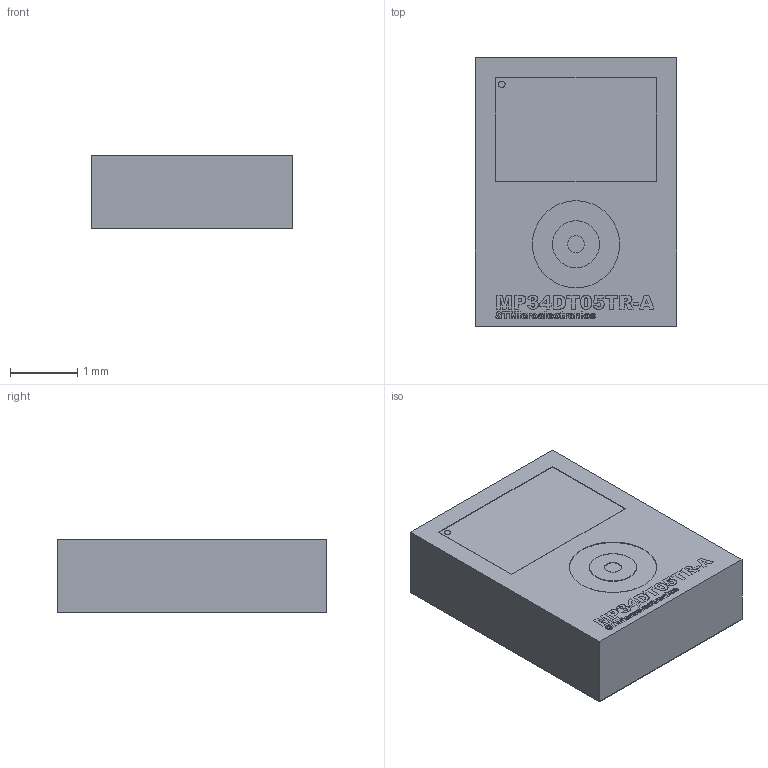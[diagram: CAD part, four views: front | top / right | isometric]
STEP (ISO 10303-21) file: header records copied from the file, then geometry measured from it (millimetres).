
FILE_DESCRIPTION(/* description */ (''),/* implementation_level */ '2;1');
FILE_NAME(/* name */ 'PDM Microphone MEMS.stp',/* time_stamp */ '2019-03-18T22:13:54-04:00',/* author */ ('Julio Mora'),/* organization */ (''),/* preprocessor_version */ 'ST-DEVELOPER v16.13',/* originating_system */ 'Autodesk Inventor 2018',/* authorisation */ '');
FILE_SCHEMA (('AUTOMOTIVE_DESIGN { 1 0 10303 214 3 1 1 }'));
Length unit declared in the file: millimetre
Products named in the file (4): MP34DT05TR-A; body; Pieza127; txt
Assembly tree (3 placements, depth 2):
  MP34DT05TR-A
    body
    Pieza127
    txt
Bounding box: 3 x 4 x 1.1 mm (x, y, z)
Volume: 13.1 mm3; surface area: 55.1 mm2
Topology: 38 solids, 38 shells, 481 faces, 1200 edges, 800 vertices
Faces by surface type: plane 297, bspline 176, cylinder 8
Full cylindrical faces by diameter (mm): 0.1 x1, 0.25 x1, 0.7 x1, 1.3 x1
Entity records: 15601 total; most frequent: CARTESIAN_POINT 4630, ORIENTED_EDGE 2392, DIRECTION 1496, EDGE_CURVE 1196, LINE 828, VECTOR 828, VERTEX_POINT 800, STYLED_ITEM 519
